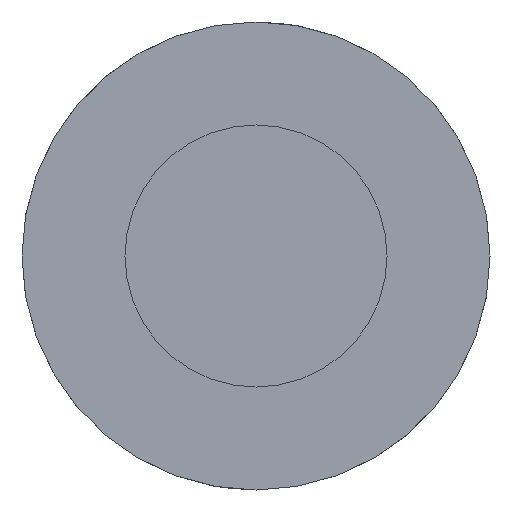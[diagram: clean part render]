
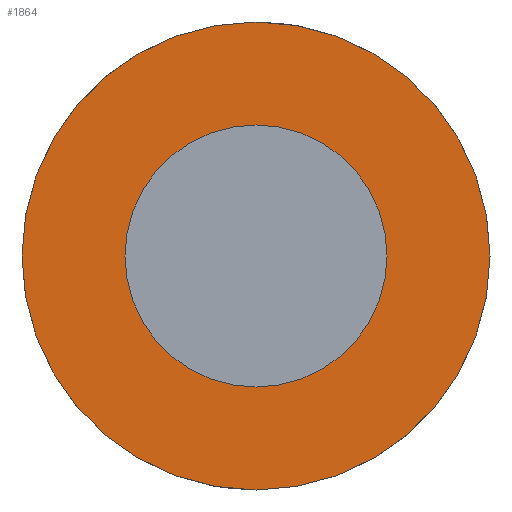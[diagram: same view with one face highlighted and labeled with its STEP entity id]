
A CAD part, left-side view. The second image highlights one B-rep face of the part: STEP entity #1864.
In plain terms, the highlighted face is planar.
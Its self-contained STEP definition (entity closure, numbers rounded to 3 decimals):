
#1060=CARTESIAN_POINT('',(0.,0.,0.));
#1061=DIRECTION('',(0.,0.,-1.));
#1062=DIRECTION('',(-1.,0.,0.));
#1063=AXIS2_PLACEMENT_3D('',#1060,#1061,#1062);
#1068=CARTESIAN_POINT('',(0.,0.,0.));
#1069=DIRECTION('',(0.,0.,1.));
#1070=DIRECTION('',(-1.,0.,0.));
#1071=AXIS2_PLACEMENT_3D('',#1068,#1069,#1070);
#1090=CARTESIAN_POINT('',(0.,0.,0.));
#1091=DIRECTION('',(0.,0.,1.));
#1092=DIRECTION('',(-1.,0.,0.));
#1093=AXIS2_PLACEMENT_3D('',#1090,#1091,#1092);
#1098=CARTESIAN_POINT('',(0.,0.,0.));
#1099=DIRECTION('',(0.,0.,-1.));
#1100=DIRECTION('',(-1.,0.,0.));
#1101=AXIS2_PLACEMENT_3D('',#1098,#1099,#1100);
#1193=CARTESIAN_POINT('',(-25.,0.,0.));
#1195=VERTEX_POINT('',#1193);
#1196=CARTESIAN_POINT('',(-14.,0.,0.));
#1198=VERTEX_POINT('',#1196);
#1201=CARTESIAN_POINT('',(25.,0.,0.));
#1203=VERTEX_POINT('',#1201);
#1204=CARTESIAN_POINT('',(14.,0.,0.));
#1206=VERTEX_POINT('',#1204);
#1849=CARTESIAN_POINT('',(0.,0.,0.));
#1850=DIRECTION('',(0.,0.,-1.));
#1851=DIRECTION('',(1.,0.,0.));
#1852=AXIS2_PLACEMENT_3D('',#1849,#1850,#1851);
#1853=PLANE('',#1852);
#1854=ORIENTED_EDGE('',*,*,#1842,.T.);
#1855=ORIENTED_EDGE('',*,*,#1827,.F.);
#1856=EDGE_LOOP('',(#1854,#1855));
#1857=FACE_OUTER_BOUND('',#1856,.F.);
#1859=ORIENTED_EDGE('',*,*,#1858,.T.);
#1861=ORIENTED_EDGE('',*,*,#1860,.F.);
#1862=EDGE_LOOP('',(#1859,#1861));
#1863=FACE_BOUND('',#1862,.F.);
#1064=CIRCLE('',#1063,25.);
#1072=CIRCLE('',#1071,25.);
#1094=CIRCLE('',#1093,14.);
#1102=CIRCLE('',#1101,14.);
#1827=EDGE_CURVE('',#1195,#1203,#1072,.T.);
#1842=EDGE_CURVE('',#1195,#1203,#1064,.T.);
#1858=EDGE_CURVE('',#1198,#1206,#1094,.T.);
#1860=EDGE_CURVE('',#1198,#1206,#1102,.T.);
#1864=ADVANCED_FACE('',(#1857,#1863),#1853,.F.);
